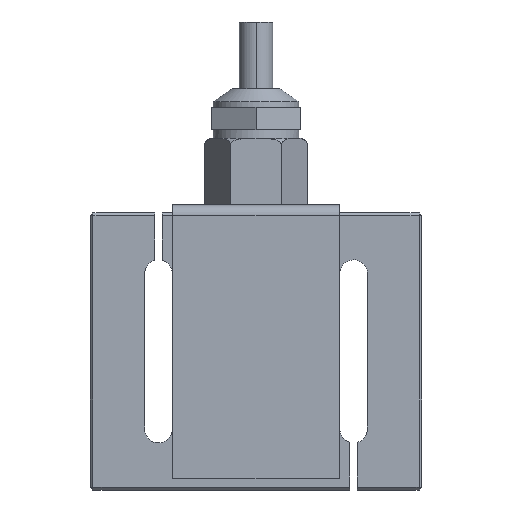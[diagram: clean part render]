
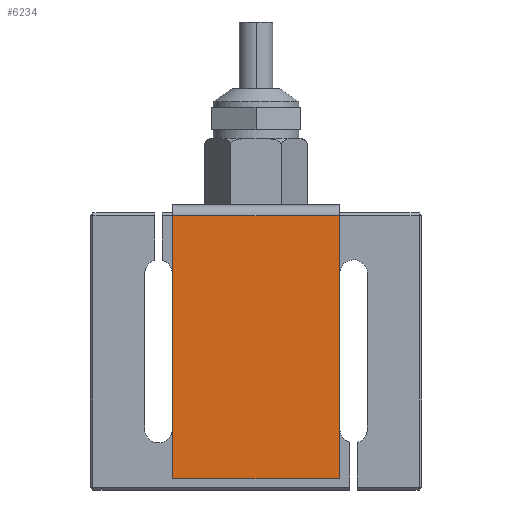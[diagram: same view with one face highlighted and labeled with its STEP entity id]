
A CAD part, left-side view. The second image highlights one B-rep face of the part: STEP entity #6234.
In plain terms, the highlighted free-form (B-spline) face has degree [1, 1] with [2, 2] control points.
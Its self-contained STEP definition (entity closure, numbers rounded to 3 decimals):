
#6211 = VERTEX_POINT('',#6212);
#6212 = CARTESIAN_POINT('',(-6.918,-9.103,
    -13.957));
#6217 = EDGE_CURVE('',#6218,#6211,#6220,.T.);
#6218 = VERTEX_POINT('',#6219);
#6219 = CARTESIAN_POINT('',(-6.918,9.103,
    -13.957));
#6220 = B_SPLINE_CURVE_WITH_KNOTS('',1,(#6221,#6222),.UNSPECIFIED.,.F.,
  .F.,(2,2),(-0.,15.),.PIECEWISE_BEZIER_KNOTS.);
#6221 = CARTESIAN_POINT('',(-6.918,9.103,
    -13.957));
#6222 = CARTESIAN_POINT('',(-6.918,-9.103,
    -13.957));
#6234 = ADVANCED_FACE('',(#6235),#6257,.F.);
#6235 = FACE_BOUND('',#6236,.T.);
#6236 = EDGE_LOOP('',(#6237,#6244,#6251,#6256));
#6237 = ORIENTED_EDGE('',*,*,#6238,.T.);
#6238 = EDGE_CURVE('',#6211,#6239,#6241,.T.);
#6239 = VERTEX_POINT('',#6240);
#6240 = CARTESIAN_POINT('',(-6.918,-9.103,
    14.868));
#6241 = B_SPLINE_CURVE_WITH_KNOTS('',1,(#6242,#6243),.UNSPECIFIED.,.F.,
  .F.,(2,2),(0.,23.75),.PIECEWISE_BEZIER_KNOTS.);
#6242 = CARTESIAN_POINT('',(-6.918,-9.103,
    -13.957));
#6243 = CARTESIAN_POINT('',(-6.918,-9.103,
    14.868));
#6244 = ORIENTED_EDGE('',*,*,#6245,.F.);
#6245 = EDGE_CURVE('',#6246,#6239,#6248,.T.);
#6246 = VERTEX_POINT('',#6247);
#6247 = CARTESIAN_POINT('',(-6.918,9.103,
    14.868));
#6248 = B_SPLINE_CURVE_WITH_KNOTS('',1,(#6249,#6250),.UNSPECIFIED.,.F.,
  .F.,(2,2),(-0.,15.),.PIECEWISE_BEZIER_KNOTS.);
#6249 = CARTESIAN_POINT('',(-6.918,9.103,
    14.868));
#6250 = CARTESIAN_POINT('',(-6.918,-9.103,
    14.868));
#6251 = ORIENTED_EDGE('',*,*,#6252,.F.);
#6252 = EDGE_CURVE('',#6218,#6246,#6253,.T.);
#6253 = B_SPLINE_CURVE_WITH_KNOTS('',1,(#6254,#6255),.UNSPECIFIED.,.F.,
  .F.,(2,2),(0.,23.75),.PIECEWISE_BEZIER_KNOTS.);
#6254 = CARTESIAN_POINT('',(-6.918,9.103,
    -13.957));
#6255 = CARTESIAN_POINT('',(-6.918,9.103,
    14.868));
#6256 = ORIENTED_EDGE('',*,*,#6217,.T.);
#6257 = B_SPLINE_SURFACE_WITH_KNOTS('',1,1,(
    (#6258,#6259)
    ,(#6260,#6261
    )),.UNSPECIFIED.,.F.,.F.,.F.,(2,2),(2,2),(-23.75,0.),(-15.,0.),
  .PIECEWISE_BEZIER_KNOTS.);
#6258 = CARTESIAN_POINT('',(-6.918,-9.103,
    14.868));
#6259 = CARTESIAN_POINT('',(-6.918,9.103,
    14.868));
#6260 = CARTESIAN_POINT('',(-6.918,-9.103,
    -13.957));
#6261 = CARTESIAN_POINT('',(-6.918,9.103,
    -13.957));
